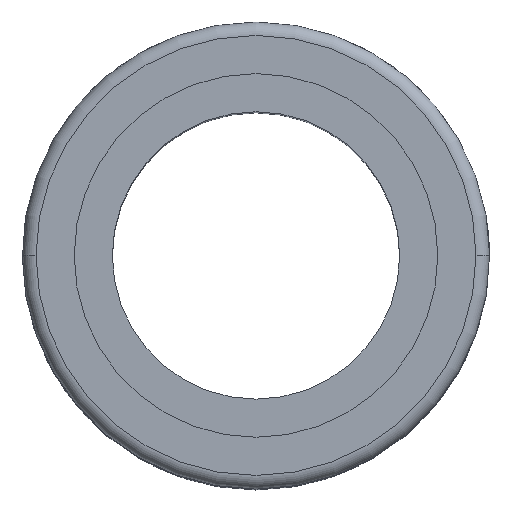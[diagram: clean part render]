
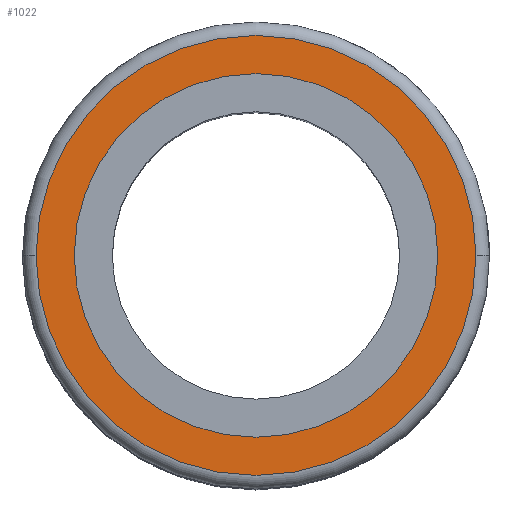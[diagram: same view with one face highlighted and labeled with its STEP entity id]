
A CAD part, top view. The second image highlights one B-rep face of the part: STEP entity #1022.
In plain terms, the highlighted planar face has unit normal (0, 0, 1).
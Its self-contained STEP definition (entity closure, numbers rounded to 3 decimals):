
#133 = EDGE_LOOP ( 'NONE', ( #179, #180 ) ) ;
#179 = ORIENTED_EDGE ( 'NONE', *, *, #939, .F. ) ;
#180 = ORIENTED_EDGE ( 'NONE', *, *, #961, .F. ) ;
#181 = ORIENTED_EDGE ( 'NONE', *, *, #950, .T. ) ;
#183 = EDGE_LOOP ( 'NONE', ( #181, #201 ) ) ;
#201 = ORIENTED_EDGE ( 'NONE', *, *, #928, .T. ) ;
#298 = VERTEX_POINT ( 'NONE', #368 ) ;
#299 = VERTEX_POINT ( 'NONE', #369 ) ;
#302 = VERTEX_POINT ( 'NONE', #372 ) ;
#303 = VERTEX_POINT ( 'NONE', #373 ) ;
#368 = CARTESIAN_POINT ( 'NONE',  ( -10.125, 0., 18. ) ) ;
#369 = CARTESIAN_POINT ( 'NONE',  ( 10.125, 0., 18. ) ) ;
#372 = CARTESIAN_POINT ( 'NONE',  ( -12.249, 0., 18. ) ) ;
#373 = CARTESIAN_POINT ( 'NONE',  ( 12.249, 0., 18. ) ) ;
#797 = AXIS2_PLACEMENT_3D ( 'NONE', #1092, #1106, #1107 ) ;
#802 = AXIS2_PLACEMENT_3D ( 'NONE', #1130, #1133, #1134 ) ;
#807 = AXIS2_PLACEMENT_3D ( 'NONE', #1154, #1161, #1162 ) ;
#813 = AXIS2_PLACEMENT_3D ( 'NONE', #1182, #1189, #1190 ) ;
#845 = AXIS2_PLACEMENT_3D ( 'NONE', #1291, #1293, #1294 ) ;
#928 = EDGE_CURVE ( 'NONE', #302, #303, #1550, .T. ) ;
#939 = EDGE_CURVE ( 'NONE', #299, #298, #1564, .T. ) ;
#950 = EDGE_CURVE ( 'NONE', #303, #302, #1581, .T. ) ;
#961 = EDGE_CURVE ( 'NONE', #298, #299, #1598, .T. ) ;
#1022 = ADVANCED_FACE ( 'NONE', ( #1652, #1656 ), #1292, .F. ) ;
#1092 = CARTESIAN_POINT ( 'NONE',  ( 0., 0., 18. ) ) ;
#1106 = DIRECTION ( 'NONE',  ( 0., 0., 1. ) ) ;
#1107 = DIRECTION ( 'NONE',  ( 1., 0., 0. ) ) ;
#1130 = CARTESIAN_POINT ( 'NONE',  ( 0., 0., 18. ) ) ;
#1133 = DIRECTION ( 'NONE',  ( 0., 0., 1. ) ) ;
#1134 = DIRECTION ( 'NONE',  ( 1., 0., 0. ) ) ;
#1154 = CARTESIAN_POINT ( 'NONE',  ( 0., 0., 18. ) ) ;
#1161 = DIRECTION ( 'NONE',  ( 0., 0., 1. ) ) ;
#1162 = DIRECTION ( 'NONE',  ( 1., 0., 0. ) ) ;
#1182 = CARTESIAN_POINT ( 'NONE',  ( 0., 0., 18. ) ) ;
#1189 = DIRECTION ( 'NONE',  ( 0., 0., 1. ) ) ;
#1190 = DIRECTION ( 'NONE',  ( 1., 0., 0. ) ) ;
#1291 = CARTESIAN_POINT ( 'NONE',  ( 0., 10.125, 18. ) ) ;
#1292 = PLANE ( 'NONE',  #845 ) ;
#1293 = DIRECTION ( 'NONE',  ( 0., 0., -1. ) ) ;
#1294 = DIRECTION ( 'NONE',  ( -1., 0., 0. ) ) ;
#1550 = CIRCLE ( 'NONE', #797, 12.249 ) ;
#1564 = CIRCLE ( 'NONE', #802, 10.125 ) ;
#1581 = CIRCLE ( 'NONE', #807, 12.249 ) ;
#1598 = CIRCLE ( 'NONE', #813, 10.125 ) ;
#1652 = FACE_BOUND ( 'NONE', #133, .T. ) ;
#1656 = FACE_OUTER_BOUND ( 'NONE', #183, .T. ) ;
